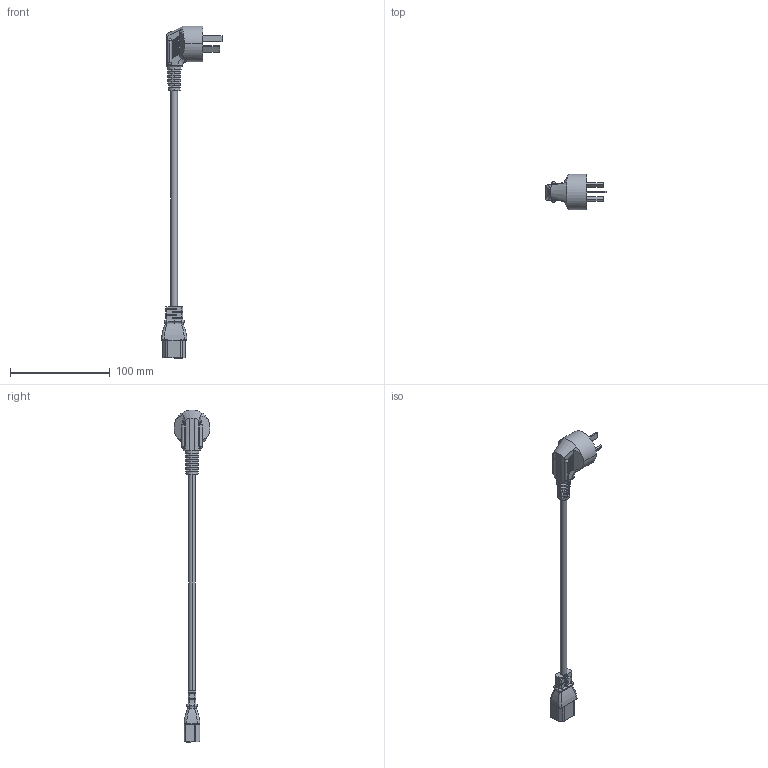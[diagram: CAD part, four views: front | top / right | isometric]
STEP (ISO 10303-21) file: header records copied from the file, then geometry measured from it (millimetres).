
FILE_DESCRIPTION (( 'STEP AP203' ), '1' );
FILE_NAME ('CPCRIDC13-10A-2M_3D.STEP', '2022-04-25T18:45:57', ( '' ), ( '' ), 'SwSTEP 2.0', 'SolidWorks 2021', '' );
FILE_SCHEMA (( 'CONFIG_CONTROL_DESIGN' ));
Length unit declared in the file: inch
Products named in the file (4): SF-82 IEC 320 C13 FEM PWR PLUG; H05VV-F 3G Cord (for 44-423-02M); CPCRIDC13-10A-2M_3D; SF-111 RND TYPE I (AUS) RT-ANG 10A AC PWR PLUG_Varsayilan
Assembly tree (3 placements, depth 2):
  CPCRIDC13-10A-2M_3D
    SF-111 RND TYPE I (AUS) RT-ANG 10A AC PWR PLUG_Varsayilan
    H05VV-F 3G Cord (for 44-423-02M)
    SF-82 IEC 320 C13 FEM PWR PLUG
Bounding box: 61.2 x 36 x 333 mm (x, y, z)
Volume: 54577.6 mm3; surface area: 20472.1 mm2
Topology: 6 solids, 6 shells, 543 faces, 1445 edges, 884 vertices
Faces by surface type: plane 223, cylinder 178, sphere 56, bspline 47, torus 24, cone 15
Entity records: 18587 total; most frequent: CARTESIAN_POINT 5069, ORIENTED_EDGE 2758, DIRECTION 2737, EDGE_CURVE 1379, AXIS2_PLACEMENT_3D 997, VERTEX_POINT 852, VECTOR 743, LINE 743
